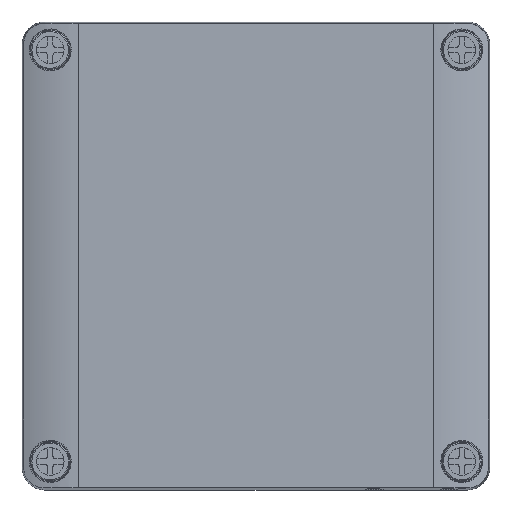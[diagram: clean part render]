
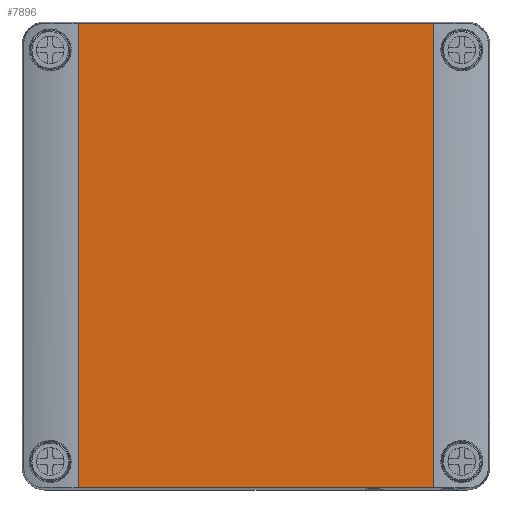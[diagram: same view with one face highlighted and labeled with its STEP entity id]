
A CAD part, top view. The second image highlights one B-rep face of the part: STEP entity #7896.
In plain terms, the highlighted planar face has unit normal (0, 0, 1).
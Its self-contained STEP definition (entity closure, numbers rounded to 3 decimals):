
#7876=AXIS2_PLACEMENT_3D('Plane Axis2P3D',#7873,#7874,#7875) ;
#7385=CARTESIAN_POINT('Vertex',(110.,0.436,75.)) ;
#7390=CARTESIAN_POINT('Line Origine',(62.5,0.436,75.)) ;
#7394=CARTESIAN_POINT('Vertex',(15.,0.436,75.)) ;
#7661=CARTESIAN_POINT('Vertex',(110.,124.564,75.)) ;
#7666=CARTESIAN_POINT('Line Origine',(110.,0.,75.)) ;
#7873=CARTESIAN_POINT('Axis2P3D Location',(15.,0.,75.)) ;
#7878=CARTESIAN_POINT('Line Origine',(62.5,124.564,75.)) ;
#7882=CARTESIAN_POINT('Vertex',(15.,124.564,75.)) ;
#7885=CARTESIAN_POINT('Line Origine',(15.,62.5,75.)) ;
#7391=DIRECTION('Vector Direction',(1.,0.,0.)) ;
#7667=DIRECTION('Vector Direction',(0.,1.,0.)) ;
#7874=DIRECTION('Axis2P3D Direction',(0.,0.,1.)) ;
#7875=DIRECTION('Axis2P3D XDirection',(1.,0.,0.)) ;
#7879=DIRECTION('Vector Direction',(1.,0.,0.)) ;
#7886=DIRECTION('Vector Direction',(0.,1.,0.)) ;
#7392=VECTOR('Line Direction',#7391,1.) ;
#7668=VECTOR('Line Direction',#7667,1.) ;
#7880=VECTOR('Line Direction',#7879,1.) ;
#7887=VECTOR('Line Direction',#7886,1.) ;
#7891=ORIENTED_EDGE('',*,*,#7670,.T.) ;
#7892=ORIENTED_EDGE('',*,*,#7884,.F.) ;
#7893=ORIENTED_EDGE('',*,*,#7889,.F.) ;
#7894=ORIENTED_EDGE('',*,*,#7396,.T.) ;
#7896=ADVANCED_FACE('DE_MPC_12-12-07\\MANIFOLD_SOLID_BREP #47104',(#7895),#7877,.T.) ;
#7396=EDGE_CURVE('',#7395,#7386,#7393,.T.) ;
#7670=EDGE_CURVE('',#7386,#7662,#7669,.T.) ;
#7884=EDGE_CURVE('',#7883,#7662,#7881,.T.) ;
#7889=EDGE_CURVE('',#7395,#7883,#7888,.T.) ;
#7890=EDGE_LOOP('',(#7891,#7892,#7893,#7894)) ;
#7895=FACE_OUTER_BOUND('',#7890,.T.) ;
#7393=LINE('Line',#7390,#7392) ;
#7669=LINE('Line',#7666,#7668) ;
#7881=LINE('Line',#7878,#7880) ;
#7888=LINE('Line',#7885,#7887) ;
#7877=PLANE('',#7876) ;
#7386=VERTEX_POINT('',#7385) ;
#7395=VERTEX_POINT('',#7394) ;
#7662=VERTEX_POINT('',#7661) ;
#7883=VERTEX_POINT('',#7882) ;
